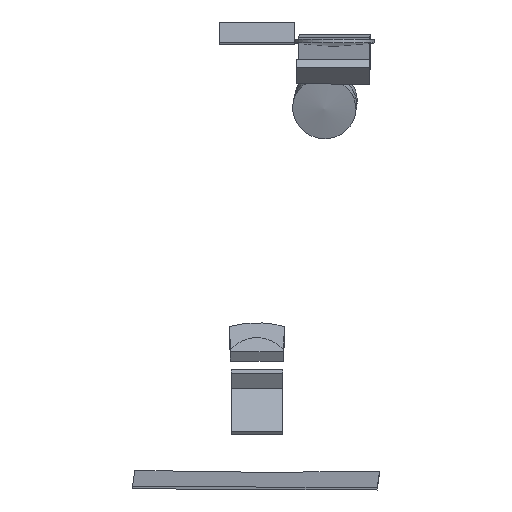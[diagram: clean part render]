
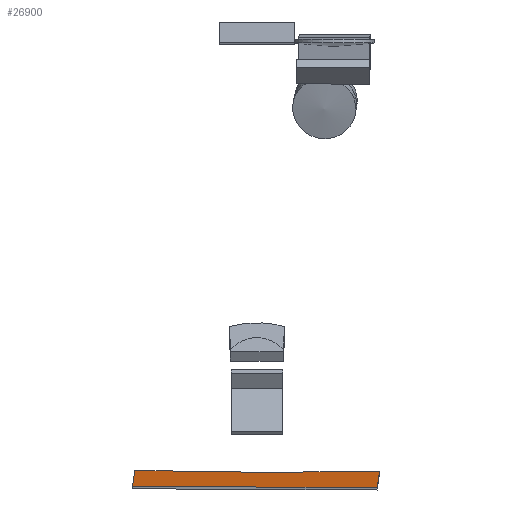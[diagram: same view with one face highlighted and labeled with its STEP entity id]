
A CAD part, front view. The second image highlights one B-rep face of the part: STEP entity #26900.
In plain terms, the highlighted free-form (B-spline) face has degree [3, 1] with [16, 2] control points.
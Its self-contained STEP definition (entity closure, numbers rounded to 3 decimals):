
#25830 = CARTESIAN_POINT ('', (31.04, -228.353, 11991.547));
#25840 = VERTEX_POINT ('', #25830);
#25920 = CARTESIAN_POINT ('', (30.457, -249.888, 11987.443));
#25930 = VERTEX_POINT ('', #25920);
#25940 = CARTESIAN_POINT ('', (31.04, -228.353, 11991.547));
#25950 = CARTESIAN_POINT ('', (30.457, -249.888, 11987.443));
#25960 = B_SPLINE_CURVE_WITH_KNOTS ('', 1, (#25940, #25950), .UNSPECIFIED., .F., .U., (2, 2), (0., 1.), .UNSPECIFIED.);
#25970 = EDGE_CURVE ('', #25840, #25930, #25960, .T.);
#26190 = CARTESIAN_POINT ('', (-30.938, -226.733, 11991.855));
#26200 = VERTEX_POINT ('', #26190);
#26210 = CARTESIAN_POINT ('', (31.04, -228.353, 11991.547));
#26220 = CARTESIAN_POINT ('', (28.264, -228.62, 11991.496));
#26230 = CARTESIAN_POINT ('', (25.483, -228.842, 11991.454));
#26240 = CARTESIAN_POINT ('', (18.949, -229.255, 11991.375));
#26250 = CARTESIAN_POINT ('', (15.193, -229.408, 11991.346));
#26260 = CARTESIAN_POINT ('', (7.679, -229.55, 11991.319));
#26270 = CARTESIAN_POINT ('', (3.919, -229.537, 11991.321));
#26280 = CARTESIAN_POINT ('', (-0.313, -229.429, 11991.342));
#26290 = CARTESIAN_POINT ('', (-0.787, -229.416, 11991.344));
#26300 = CARTESIAN_POINT ('', (-3.746, -229.324, 11991.362));
#26310 = CARTESIAN_POINT ('', (-6.231, -229.21, 11991.383));
#26320 = CARTESIAN_POINT ('', (-12.431, -228.835, 11991.455));
#26330 = CARTESIAN_POINT ('', (-16.145, -228.529, 11991.513));
#26340 = CARTESIAN_POINT ('', (-23.556, -227.753, 11991.661));
#26350 = CARTESIAN_POINT ('', (-27.253, -227.283, 11991.751));
#26360 = CARTESIAN_POINT ('', (-30.938, -226.733, 11991.855));
#26370 = B_SPLINE_CURVE_WITH_KNOTS ('', 3, (#26210, #26220, #26230, #26240, #26250, #26260, #26270, #26280, #26290, #26300, #26310, #26320, #26330, #26340, #26350, #26360), .UNSPECIFIED., .F., .U., (4, 2, 2, 2, 2, 2, 2, 4), (0., 8.369, 19.641, 30.916, 32.339, 39.799, 50.976, 62.156), .UNSPECIFIED.);
#26380 = EDGE_CURVE ('', #25840, #26200, #26370, .T.);
#26390 = ORIENTED_EDGE ('', *, *, #26380, .T.);
#26400 = CARTESIAN_POINT ('', (-31.521, -248.269, 11987.752));
#26410 = VERTEX_POINT ('', #26400);
#26420 = CARTESIAN_POINT ('', (-30.938, -226.733, 11991.855));
#26430 = CARTESIAN_POINT ('', (-31.521, -248.269, 11987.752));
#26440 = B_SPLINE_CURVE_WITH_KNOTS ('', 1, (#26420, #26430), .UNSPECIFIED., .F., .U., (2, 2), (0., 1.), .UNSPECIFIED.);
#26450 = EDGE_CURVE ('', #26200, #26410, #26440, .T.);
#26460 = ORIENTED_EDGE ('', *, *, #26450, .T.);
#26470 = CARTESIAN_POINT ('', (30.457, -249.888, 11987.443));
#26480 = CARTESIAN_POINT ('', (9.798, -249.349, 11987.546));
#26490 = CARTESIAN_POINT ('', (-10.862, -248.809, 11987.649));
#26500 = CARTESIAN_POINT ('', (-31.521, -248.269, 11987.752));
#26510 = B_SPLINE_CURVE_WITH_KNOTS ('', 3, (#26470, #26480, #26490, #26500), .UNSPECIFIED., .F., .U., (4, 4), (0., 62.), .UNSPECIFIED.);
#26520 = EDGE_CURVE ('', #25930, #26410, #26510, .T.);
#26530 = ORIENTED_EDGE ('', *, *, #26520, .F.);
#26540 = ORIENTED_EDGE ('', *, *, #25970, .F.);
#26550 = EDGE_LOOP ('', (#26390, #26460, #26530, #26540));
#26560 = FACE_OUTER_BOUND ('', #26550, .T.);
#26570 = CARTESIAN_POINT ('', (31.04, -228.353, 11991.547));
#26580 = CARTESIAN_POINT ('', (30.457, -249.888, 11987.443));
#26590 = CARTESIAN_POINT ('', (28.264, -228.62, 11991.496));
#26600 = CARTESIAN_POINT ('', (27.675, -249.816, 11987.457));
#26610 = CARTESIAN_POINT ('', (25.483, -228.842, 11991.454));
#26620 = CARTESIAN_POINT ('', (24.894, -249.743, 11987.471));
#26630 = CARTESIAN_POINT ('', (18.949, -229.255, 11991.375));
#26640 = CARTESIAN_POINT ('', (18.365, -249.572, 11987.503));
#26650 = CARTESIAN_POINT ('', (15.193, -229.408, 11991.346));
#26660 = CARTESIAN_POINT ('', (14.619, -249.475, 11987.522));
#26670 = CARTESIAN_POINT ('', (7.679, -229.55, 11991.319));
#26680 = CARTESIAN_POINT ('', (7.125, -249.279, 11987.559));
#26690 = CARTESIAN_POINT ('', (3.919, -229.537, 11991.321));
#26700 = CARTESIAN_POINT ('', (3.377, -249.181, 11987.578));
#26710 = CARTESIAN_POINT ('', (-0.313, -229.429, 11991.342));
#26720 = CARTESIAN_POINT ('', (-0.844, -249.07, 11987.599));
#26730 = CARTESIAN_POINT ('', (-0.787, -229.416, 11991.344));
#26740 = CARTESIAN_POINT ('', (-1.317, -249.058, 11987.601));
#26750 = CARTESIAN_POINT ('', (-3.746, -229.324, 11991.362));
#26760 = CARTESIAN_POINT ('', (-4.269, -248.981, 11987.616));
#26770 = CARTESIAN_POINT ('', (-6.231, -229.21, 11991.383));
#26780 = CARTESIAN_POINT ('', (-6.749, -248.916, 11987.628));
#26790 = CARTESIAN_POINT ('', (-12.431, -228.835, 11991.455));
#26800 = CARTESIAN_POINT ('', (-12.943, -248.754, 11987.659));
#26810 = CARTESIAN_POINT ('', (-16.145, -228.529, 11991.513));
#26820 = CARTESIAN_POINT ('', (-16.658, -248.657, 11987.678));
#26830 = CARTESIAN_POINT ('', (-23.556, -227.753, 11991.661));
#26840 = CARTESIAN_POINT ('', (-24.089, -248.463, 11987.715));
#26850 = CARTESIAN_POINT ('', (-27.253, -227.283, 11991.751));
#26860 = CARTESIAN_POINT ('', (-27.805, -248.366, 11987.733));
#26870 = CARTESIAN_POINT ('', (-30.938, -226.733, 11991.855));
#26880 = CARTESIAN_POINT ('', (-31.521, -248.269, 11987.752));
#26890 = B_SPLINE_SURFACE_WITH_KNOTS ('', 3, 1, ((#26570, #26580), (#26590, #26600), (#26610, #26620), (#26630, #26640), (#26650, #26660), (#26670, #26680), (#26690, #26700), (#26710, #26720), (#26730, #26740), (#26750, #26760), (#26770, #26780), (#26790, #26800), (#26810, #26820), (#26830, #26840), (#26850, #26860), (#26870, #26880)), .UNSPECIFIED., .F., .F., .U., (4, 2, 2, 2, 2, 2, 2, 4), (2, 2), (0., 0.135, 0.316, 0.497, 0.52, 0.64, 0.82, 1.), (0., 1.), .UNSPECIFIED.);
#26900 = ADVANCED_FACE ('', (#26560), #26890, .T.);
